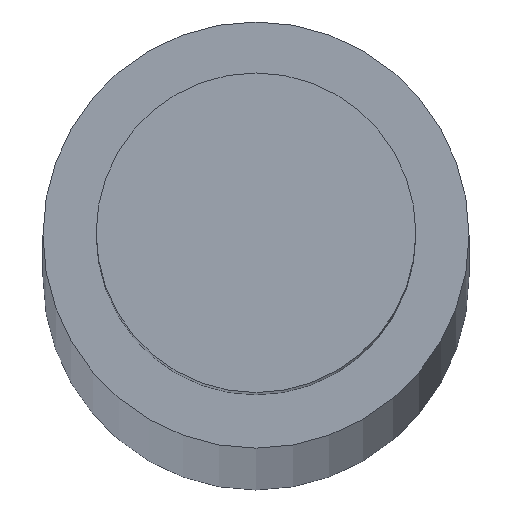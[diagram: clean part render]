
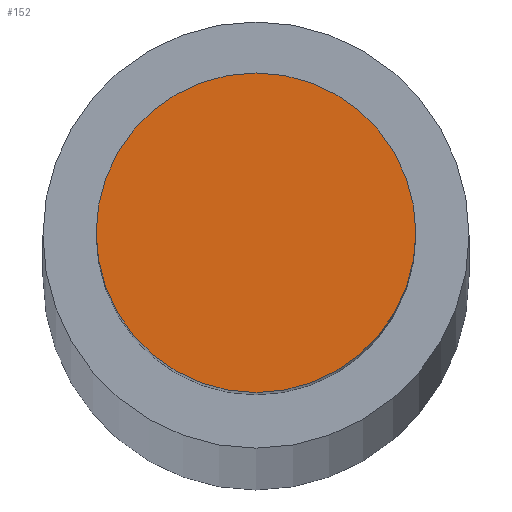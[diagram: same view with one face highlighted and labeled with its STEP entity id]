
A CAD part, top view. The second image highlights one B-rep face of the part: STEP entity #152.
In plain terms, the highlighted planar face has unit normal (0, 0, 1).
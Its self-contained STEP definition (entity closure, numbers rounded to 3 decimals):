
#40 = CARTESIAN_POINT ( 'NONE',  ( 3., 0., 500. ) ) ;
#43 = DIRECTION ( 'NONE',  ( 1., 0., 0. ) ) ;
#44 = CIRCLE ( 'NONE', #162, 3. ) ;
#63 = DIRECTION ( 'NONE',  ( 0., 0., 1. ) ) ;
#85 = DIRECTION ( 'NONE',  ( 0., 0., -1. ) ) ;
#111 = AXIS2_PLACEMENT_3D ( 'NONE', #40, #133, #191 ) ;
#118 = EDGE_LOOP ( 'NONE', ( #285, #267 ) ) ;
#133 = DIRECTION ( 'NONE',  ( 0., 0., 1. ) ) ;
#139 = VERTEX_POINT ( 'NONE', #250 ) ;
#152 = ADVANCED_FACE ( 'NONE', ( #298 ), #273, .F. ) ;
#162 = AXIS2_PLACEMENT_3D ( 'NONE', #279, #63, #43 ) ;
#179 = EDGE_CURVE ( 'NONE', #224, #139, #187, .T. ) ;
#184 = AXIS2_PLACEMENT_3D ( 'NONE', #271, #85, #186 ) ;
#186 = DIRECTION ( 'NONE',  ( -1., 0., 0. ) ) ;
#187 = CIRCLE ( 'NONE', #111, 3. ) ;
#191 = DIRECTION ( 'NONE',  ( 1., 0., 0. ) ) ;
#224 = VERTEX_POINT ( 'NONE', #236 ) ;
#232 = EDGE_CURVE ( 'NONE', #139, #224, #44, .T. ) ;
#236 = CARTESIAN_POINT ( 'NONE',  ( 6., 0., 500. ) ) ;
#250 = CARTESIAN_POINT ( 'NONE',  ( 0., 0., 500. ) ) ;
#267 = ORIENTED_EDGE ( 'NONE', *, *, #232, .T. ) ;
#271 = CARTESIAN_POINT ( 'NONE',  ( 0., 0., 500. ) ) ;
#273 = PLANE ( 'NONE',  #184 ) ;
#279 = CARTESIAN_POINT ( 'NONE',  ( 3., 0., 500. ) ) ;
#285 = ORIENTED_EDGE ( 'NONE', *, *, #179, .T. ) ;
#298 = FACE_OUTER_BOUND ( 'NONE', #118, .T. ) ;
